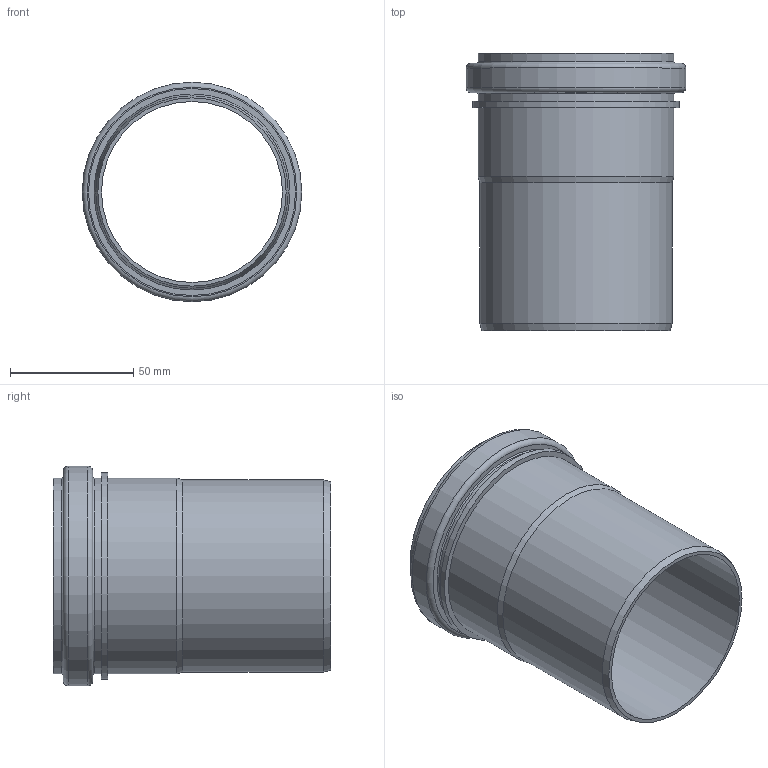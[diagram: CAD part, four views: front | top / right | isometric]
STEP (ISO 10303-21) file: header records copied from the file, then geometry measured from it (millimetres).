
FILE_DESCRIPTION(/* description */ (''),/* implementation_level */ '2;1');
FILE_NAME(/* name */ '333830 SKOLANsafe Anschluss an HT DN_OD 78.stp',/* time_stamp */ '2018-07-16T09:49:17+02:00',/* author */ ('user1'),/* organization */ (''),/* preprocessor_version */ 'ST-DEVELOPER v16.1',/* originating_system */ 'Autodesk Inventor 2016',/* authorisation */ '');
FILE_SCHEMA (('AUTOMOTIVE_DESIGN { 1 0 10303 214 3 1 1 }'));
Length unit declared in the file: millimetre
Products named in the file (1): 333830 SKOLANsafe Anschluss an HT DN_OD 78
Bounding box: 89 x 112.5 x 89 mm (x, y, z)
Volume: 64801.2 mm3; surface area: 60793 mm2
Topology: 1 solids, 1 shells, 29 faces, 50 edges, 29 vertices
Faces by surface type: cylinder 10, torus 8, plane 8, cone 3
Full cylindrical faces by diameter (mm): 73.4 x1, 75.5 x2, 78 x1, 79.5 x3, 84 x1, 85 x1, 89 x1
Entity records: 612 total; most frequent: DIRECTION 118, CARTESIAN_POINT 88, AXIS2_PLACEMENT_3D 59, EDGE_LOOP 58, ORIENTED_EDGE 58, FACE_BOUND 29, FACE_OUTER_BOUND 29, CIRCLE 29
